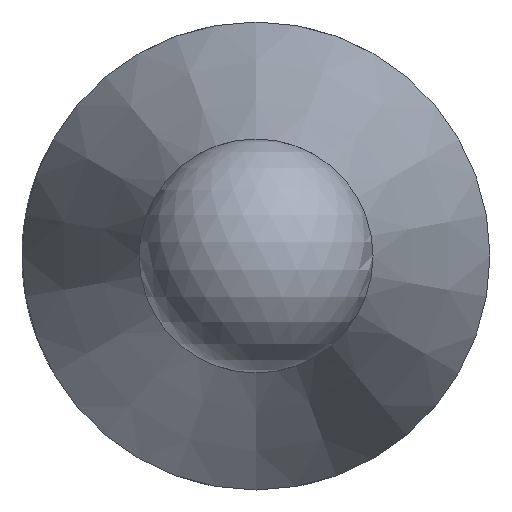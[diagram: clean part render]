
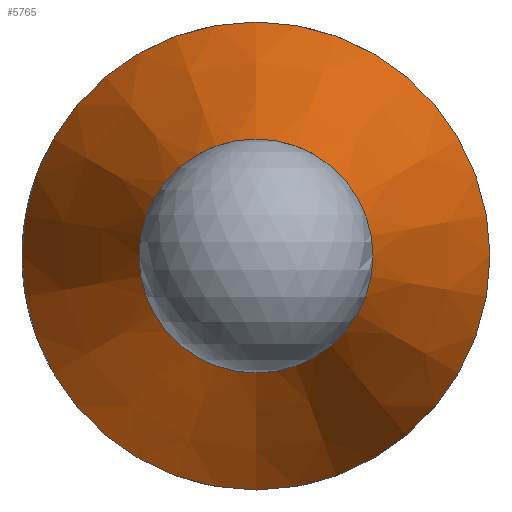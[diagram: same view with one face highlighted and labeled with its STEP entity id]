
A CAD part, left-side view. The second image highlights one B-rep face of the part: STEP entity #5765.
In plain terms, the highlighted conical face has half-angle 20 degrees and reference radius 1 mm.
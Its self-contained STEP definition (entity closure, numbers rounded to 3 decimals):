
#237 = ORIENTED_EDGE ( 'NONE', *, *, #2696, .F. ) ;
#342 = CIRCLE ( 'NONE', #5761, 1. ) ;
#402 = AXIS2_PLACEMENT_3D ( 'NONE', #9078, #6461, #7322 ) ;
#443 = DIRECTION ( 'NONE',  ( 0., 0., -1. ) ) ;
#923 = CARTESIAN_POINT ( 'NONE',  ( -72., -16.93, -2. ) ) ;
#1016 = DIRECTION ( 'NONE',  ( 1., 0., 0. ) ) ;
#1079 = FACE_BOUND ( 'NONE', #5115, .T. ) ;
#1293 = DIRECTION ( 'NONE',  ( 1., 0., 0. ) ) ;
#1652 = CIRCLE ( 'NONE', #10376, 2. ) ;
#1768 = VERTEX_POINT ( 'NONE', #923 ) ;
#1846 = CONICAL_SURFACE ( 'NONE', #402, 1., 0.349 ) ;
#1978 = DIRECTION ( 'NONE',  ( 0., 0., -1. ) ) ;
#2696 = EDGE_CURVE ( 'NONE', #1768, #1768, #1652, .T. ) ;
#3255 = EDGE_LOOP ( 'NONE', ( #237 ) ) ;
#3509 = FACE_OUTER_BOUND ( 'NONE', #3255, .T. ) ;
#5115 = EDGE_LOOP ( 'NONE', ( #6241 ) ) ;
#5761 = AXIS2_PLACEMENT_3D ( 'NONE', #9069, #1293, #443 ) ;
#5765 = ADVANCED_FACE ( 'NONE', ( #3509, #1079 ), #1846, .T. ) ;
#6241 = ORIENTED_EDGE ( 'NONE', *, *, #9622, .T. ) ;
#6287 = CARTESIAN_POINT ( 'NONE',  ( -72., -16.93, 0. ) ) ;
#6461 = DIRECTION ( 'NONE',  ( 1., 0., 0. ) ) ;
#7322 = DIRECTION ( 'NONE',  ( 0., 0., -1. ) ) ;
#9069 = CARTESIAN_POINT ( 'NONE',  ( -74.747, -16.93, 0. ) ) ;
#9078 = CARTESIAN_POINT ( 'NONE',  ( -74.747, -16.93, 0. ) ) ;
#9440 = CARTESIAN_POINT ( 'NONE',  ( -74.747, -16.93, -1. ) ) ;
#9498 = VERTEX_POINT ( 'NONE', #9440 ) ;
#9622 = EDGE_CURVE ( 'NONE', #9498, #9498, #342, .T. ) ;
#10376 = AXIS2_PLACEMENT_3D ( 'NONE', #6287, #1016, #1978 ) ;
